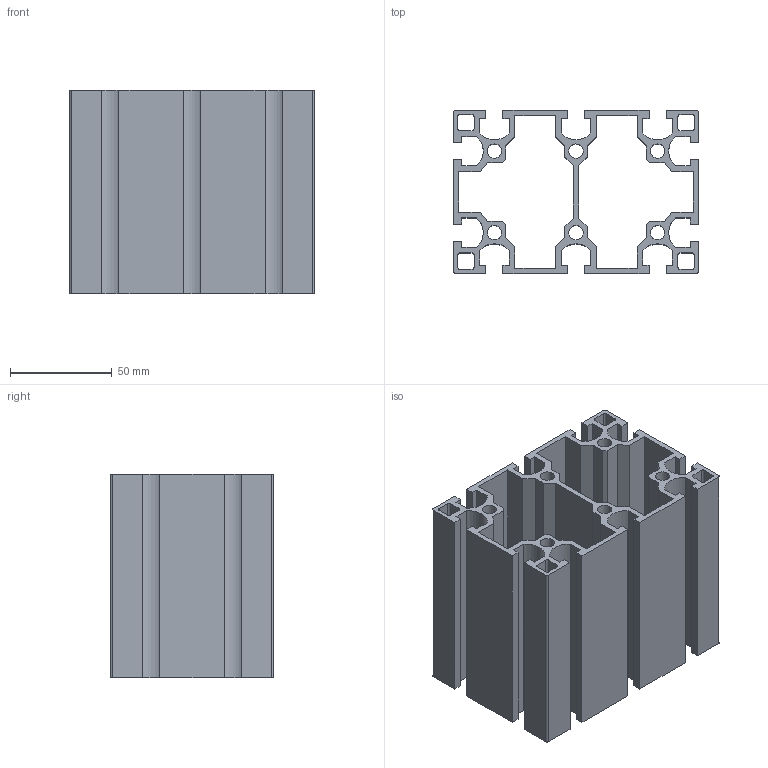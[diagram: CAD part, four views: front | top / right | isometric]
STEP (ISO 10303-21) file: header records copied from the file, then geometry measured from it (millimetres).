
FILE_DESCRIPTION((''),'2;1');
FILE_NAME('AGF80120-8.stp','2020-07-24T13:21:33',('user'),(''),'Autodesk Inventor 2012','Autodesk Inventor 2012','');
FILE_SCHEMA(('AUTOMOTIVE_DESIGN { 1 0 10303 214 1 1 1 1 }'));
Length unit declared in the file: millimetre
Products named in the file (1): 零件62
Bounding box: 120 x 80 x 100 mm (x, y, z)
Volume: 214736.7 mm3; surface area: 154191.5 mm2
Topology: 1 solids, 1 shells, 180 faces, 534 edges, 356 vertices
Faces by surface type: plane 144, cylinder 36
Full cylindrical faces by diameter (mm): 7 x6
Entity records: 6014 total; most frequent: CARTESIAN_POINT 1065, ORIENTED_EDGE 1056, DIRECTION 962, EDGE_CURVE 528, VECTOR 456, LINE 456, VERTEX_POINT 356, AXIS2_PLACEMENT_3D 253
